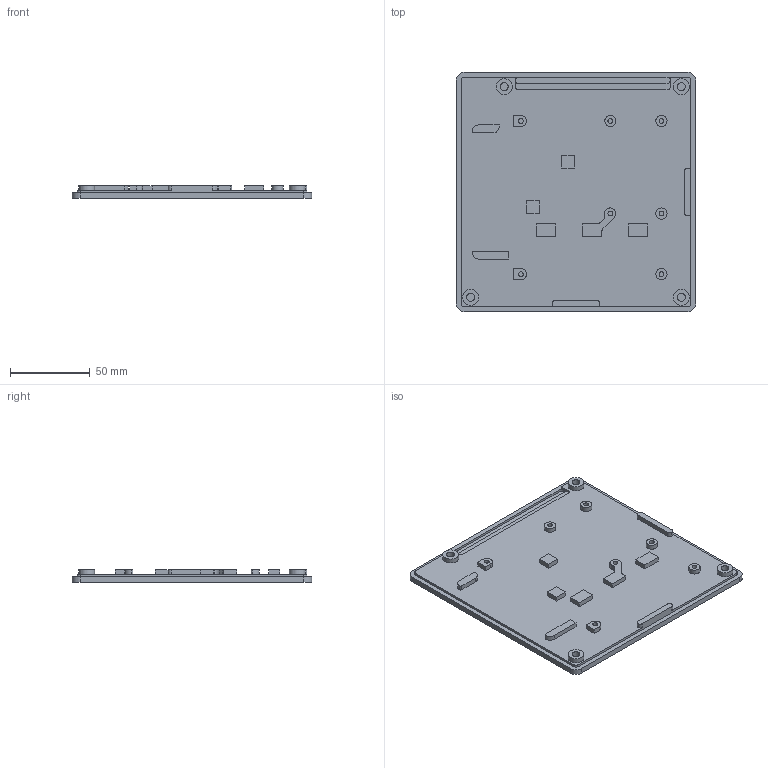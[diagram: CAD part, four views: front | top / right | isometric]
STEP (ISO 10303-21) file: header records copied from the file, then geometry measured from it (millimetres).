
FILE_DESCRIPTION(/* description */ (''),/* implementation_level */ '2;1');
FILE_NAME(/* name */ 'Core-topcase.step',/* time_stamp */ '2019-11-06T19:22:59+02:00',/* author */ (''),/* organization */ (''),/* preprocessor_version */ 'ST-DEVELOPER v18',/* originating_system */ 'Autodesk Translation Framework v8.9.1.1155',/* authorisation */ '');
FILE_SCHEMA (('AUTOMOTIVE_DESIGN { 1 0 10303 214 3 1 1 }'));
Length unit declared in the file: millimetre
Products named in the file (2): Create Core 3; Top Plate
Assembly tree (1 placements, depth 2):
  Create Core 3
    Top Plate
Bounding box: 150 x 150 x 8 mm (x, y, z)
Volume: 111819.3 mm3; surface area: 50954.7 mm2
Topology: 1 solids, 1 shells, 137 faces, 316 edges, 210 vertices
Faces by surface type: plane 85, cylinder 52
Full cylindrical faces by diameter (mm): 3 x7, 5 x4, 7 x4, 10 x4
Entity records: 3983 total; most frequent: DIRECTION 704, CARTESIAN_POINT 667, ORIENTED_EDGE 632, EDGE_CURVE 316, AXIS2_PLACEMENT_3D 247, LINE 210, VECTOR 210, VERTEX_POINT 210
